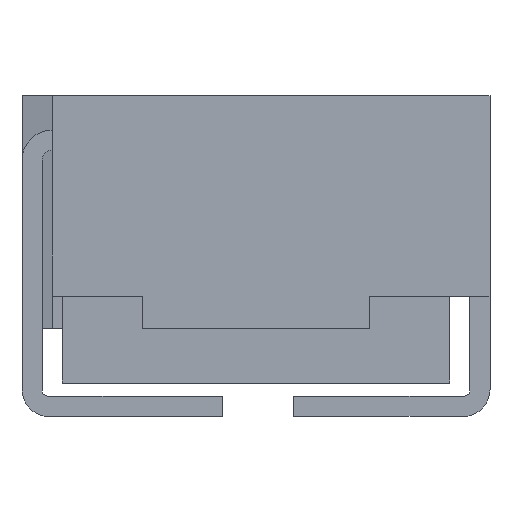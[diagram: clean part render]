
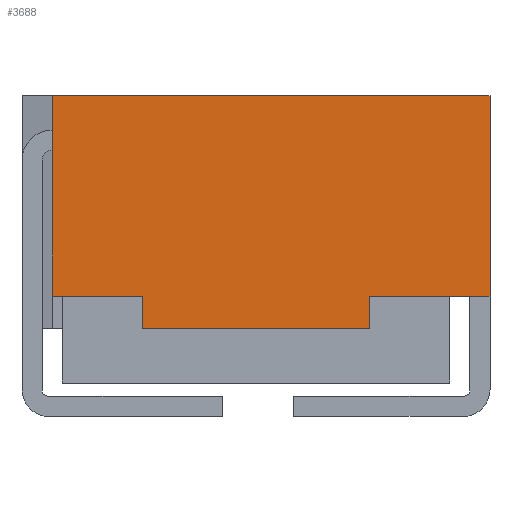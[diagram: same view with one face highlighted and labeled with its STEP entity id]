
A CAD part, front view. The second image highlights one B-rep face of the part: STEP entity #3688.
In plain terms, the highlighted planar face has unit normal (0, -1, 0).
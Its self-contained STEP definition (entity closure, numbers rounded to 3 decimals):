
#2827 = PLANE('',#2828);
#2828 = AXIS2_PLACEMENT_3D('',#2829,#2830,#2831);
#2829 = CARTESIAN_POINT('',(0.,0.,2.4)
  );
#2830 = DIRECTION('',(0.,0.,1.));
#2831 = DIRECTION('',(-1.,0.,0.));
#3039 = VERTEX_POINT('',#3040);
#3040 = CARTESIAN_POINT('',(-1.525,-1.6,2.4));
#3054 = PLANE('',#3055);
#3055 = AXIS2_PLACEMENT_3D('',#3056,#3057,#3058);
#3056 = CARTESIAN_POINT('',(-1.525,-0.612,0.9));
#3057 = DIRECTION('',(-1.,0.,0.));
#3058 = DIRECTION('',(0.,-1.,0.));
#3066 = EDGE_CURVE('',#3039,#3067,#3069,.T.);
#3067 = VERTEX_POINT('',#3068);
#3068 = CARTESIAN_POINT('',(1.75,-1.6,2.4));
#3069 = SURFACE_CURVE('',#3070,(#3074,#3081),.PCURVE_S1.);
#3070 = LINE('',#3071,#3072);
#3071 = CARTESIAN_POINT('',(0.,-1.6,2.4));
#3072 = VECTOR('',#3073,1.);
#3073 = DIRECTION('',(1.,0.,0.));
#3074 = PCURVE('',#2827,#3075);
#3075 = DEFINITIONAL_REPRESENTATION('',(#3076),#3080);
#3076 = LINE('',#3077,#3078);
#3077 = CARTESIAN_POINT('',(0.,1.6));
#3078 = VECTOR('',#3079,1.);
#3079 = DIRECTION('',(-1.,0.));
#3080 = ( GEOMETRIC_REPRESENTATION_CONTEXT(2) 
PARAMETRIC_REPRESENTATION_CONTEXT() REPRESENTATION_CONTEXT('2D SPACE',''
  ) );
#3081 = PCURVE('',#3082,#3087);
#3082 = PLANE('',#3083);
#3083 = AXIS2_PLACEMENT_3D('',#3084,#3085,#3086);
#3084 = CARTESIAN_POINT('',(-1.525,-1.6,0.9));
#3085 = DIRECTION('',(0.,-1.,0.));
#3086 = DIRECTION('',(1.,0.,0.));
#3087 = DEFINITIONAL_REPRESENTATION('',(#3088),#3092);
#3088 = LINE('',#3089,#3090);
#3089 = CARTESIAN_POINT('',(1.525,1.5));
#3090 = VECTOR('',#3091,1.);
#3091 = DIRECTION('',(1.,0.));
#3092 = ( GEOMETRIC_REPRESENTATION_CONTEXT(2) 
PARAMETRIC_REPRESENTATION_CONTEXT() REPRESENTATION_CONTEXT('2D SPACE',''
  ) );
#3110 = PLANE('',#3111);
#3111 = AXIS2_PLACEMENT_3D('',#3112,#3113,#3114);
#3112 = CARTESIAN_POINT('',(1.75,-1.6,0.9));
#3113 = DIRECTION('',(1.,0.,0.));
#3114 = DIRECTION('',(0.,1.,0.));
#3404 = PLANE('',#3405);
#3405 = AXIS2_PLACEMENT_3D('',#3406,#3407,#3408);
#3406 = CARTESIAN_POINT('',(0.,0.,0.9)
  );
#3407 = DIRECTION('',(0.,0.,1.));
#3408 = DIRECTION('',(-1.,0.,0.));
#3432 = PLANE('',#3433);
#3433 = AXIS2_PLACEMENT_3D('',#3434,#3435,#3436);
#3434 = CARTESIAN_POINT('',(0.85,3.317,0.9));
#3435 = DIRECTION('',(1.,0.,0.));
#3436 = DIRECTION('',(0.,0.,1.));
#3460 = PLANE('',#3461);
#3461 = AXIS2_PLACEMENT_3D('',#3462,#3463,#3464);
#3462 = CARTESIAN_POINT('',(-0.85,3.317,0.66));
#3463 = DIRECTION('',(0.,0.,-1.));
#3464 = DIRECTION('',(1.,0.,0.));
#3622 = VERTEX_POINT('',#3623);
#3623 = CARTESIAN_POINT('',(1.75,-1.6,0.9));
#3668 = EDGE_CURVE('',#3067,#3622,#3669,.T.);
#3669 = SURFACE_CURVE('',#3670,(#3674,#3681),.PCURVE_S1.);
#3670 = LINE('',#3671,#3672);
#3671 = CARTESIAN_POINT('',(1.75,-1.6,0.9));
#3672 = VECTOR('',#3673,1.);
#3673 = DIRECTION('',(0.,0.,-1.));
#3674 = PCURVE('',#3110,#3675);
#3675 = DEFINITIONAL_REPRESENTATION('',(#3676),#3680);
#3676 = LINE('',#3677,#3678);
#3677 = CARTESIAN_POINT('',(0.,0.));
#3678 = VECTOR('',#3679,1.);
#3679 = DIRECTION('',(0.,-1.));
#3680 = ( GEOMETRIC_REPRESENTATION_CONTEXT(2) 
PARAMETRIC_REPRESENTATION_CONTEXT() REPRESENTATION_CONTEXT('2D SPACE',''
  ) );
#3681 = PCURVE('',#3082,#3682);
#3682 = DEFINITIONAL_REPRESENTATION('',(#3683),#3687);
#3683 = LINE('',#3684,#3685);
#3684 = CARTESIAN_POINT('',(3.275,0.));
#3685 = VECTOR('',#3686,1.);
#3686 = DIRECTION('',(0.,-1.));
#3687 = ( GEOMETRIC_REPRESENTATION_CONTEXT(2) 
PARAMETRIC_REPRESENTATION_CONTEXT() REPRESENTATION_CONTEXT('2D SPACE',''
  ) );
#3688 = ADVANCED_FACE('',(#3689),#3082,.T.);
#3689 = FACE_BOUND('',#3690,.T.);
#3690 = EDGE_LOOP('',(#3691,#3714,#3715,#3716,#3739,#3767,#3795,#3818));
#3691 = ORIENTED_EDGE('',*,*,#3692,.T.);
#3692 = EDGE_CURVE('',#3693,#3622,#3695,.T.);
#3693 = VERTEX_POINT('',#3694);
#3694 = CARTESIAN_POINT('',(0.85,-1.6,0.9));
#3695 = SURFACE_CURVE('',#3696,(#3700,#3707),.PCURVE_S1.);
#3696 = LINE('',#3697,#3698);
#3697 = CARTESIAN_POINT('',(0.,-1.6,0.9));
#3698 = VECTOR('',#3699,1.);
#3699 = DIRECTION('',(1.,0.,0.));
#3700 = PCURVE('',#3082,#3701);
#3701 = DEFINITIONAL_REPRESENTATION('',(#3702),#3706);
#3702 = LINE('',#3703,#3704);
#3703 = CARTESIAN_POINT('',(1.525,0.));
#3704 = VECTOR('',#3705,1.);
#3705 = DIRECTION('',(1.,0.));
#3706 = ( GEOMETRIC_REPRESENTATION_CONTEXT(2) 
PARAMETRIC_REPRESENTATION_CONTEXT() REPRESENTATION_CONTEXT('2D SPACE',''
  ) );
#3707 = PCURVE('',#3404,#3708);
#3708 = DEFINITIONAL_REPRESENTATION('',(#3709),#3713);
#3709 = LINE('',#3710,#3711);
#3710 = CARTESIAN_POINT('',(0.,1.6));
#3711 = VECTOR('',#3712,1.);
#3712 = DIRECTION('',(-1.,0.));
#3713 = ( GEOMETRIC_REPRESENTATION_CONTEXT(2) 
PARAMETRIC_REPRESENTATION_CONTEXT() REPRESENTATION_CONTEXT('2D SPACE',''
  ) );
#3714 = ORIENTED_EDGE('',*,*,#3668,.F.);
#3715 = ORIENTED_EDGE('',*,*,#3066,.F.);
#3716 = ORIENTED_EDGE('',*,*,#3717,.T.);
#3717 = EDGE_CURVE('',#3039,#3718,#3720,.T.);
#3718 = VERTEX_POINT('',#3719);
#3719 = CARTESIAN_POINT('',(-1.525,-1.6,0.9));
#3720 = SURFACE_CURVE('',#3721,(#3725,#3732),.PCURVE_S1.);
#3721 = LINE('',#3722,#3723);
#3722 = CARTESIAN_POINT('',(-1.525,-1.6,0.9));
#3723 = VECTOR('',#3724,1.);
#3724 = DIRECTION('',(0.,0.,-1.));
#3725 = PCURVE('',#3082,#3726);
#3726 = DEFINITIONAL_REPRESENTATION('',(#3727),#3731);
#3727 = LINE('',#3728,#3729);
#3728 = CARTESIAN_POINT('',(0.,0.));
#3729 = VECTOR('',#3730,1.);
#3730 = DIRECTION('',(0.,-1.));
#3731 = ( GEOMETRIC_REPRESENTATION_CONTEXT(2) 
PARAMETRIC_REPRESENTATION_CONTEXT() REPRESENTATION_CONTEXT('2D SPACE',''
  ) );
#3732 = PCURVE('',#3054,#3733);
#3733 = DEFINITIONAL_REPRESENTATION('',(#3734),#3738);
#3734 = LINE('',#3735,#3736);
#3735 = CARTESIAN_POINT('',(0.988,0.));
#3736 = VECTOR('',#3737,1.);
#3737 = DIRECTION('',(0.,-1.));
#3738 = ( GEOMETRIC_REPRESENTATION_CONTEXT(2) 
PARAMETRIC_REPRESENTATION_CONTEXT() REPRESENTATION_CONTEXT('2D SPACE',''
  ) );
#3739 = ORIENTED_EDGE('',*,*,#3740,.T.);
#3740 = EDGE_CURVE('',#3718,#3741,#3743,.T.);
#3741 = VERTEX_POINT('',#3742);
#3742 = CARTESIAN_POINT('',(-0.85,-1.6,0.9));
#3743 = SURFACE_CURVE('',#3744,(#3748,#3755),.PCURVE_S1.);
#3744 = LINE('',#3745,#3746);
#3745 = CARTESIAN_POINT('',(-1.525,-1.6,0.9));
#3746 = VECTOR('',#3747,1.);
#3747 = DIRECTION('',(1.,0.,0.));
#3748 = PCURVE('',#3082,#3749);
#3749 = DEFINITIONAL_REPRESENTATION('',(#3750),#3754);
#3750 = LINE('',#3751,#3752);
#3751 = CARTESIAN_POINT('',(0.,0.));
#3752 = VECTOR('',#3753,1.);
#3753 = DIRECTION('',(1.,0.));
#3754 = ( GEOMETRIC_REPRESENTATION_CONTEXT(2) 
PARAMETRIC_REPRESENTATION_CONTEXT() REPRESENTATION_CONTEXT('2D SPACE',''
  ) );
#3755 = PCURVE('',#3756,#3761);
#3756 = PLANE('',#3757);
#3757 = AXIS2_PLACEMENT_3D('',#3758,#3759,#3760);
#3758 = CARTESIAN_POINT('',(0.,0.,0.9)
  );
#3759 = DIRECTION('',(0.,0.,1.));
#3760 = DIRECTION('',(-1.,0.,0.));
#3761 = DEFINITIONAL_REPRESENTATION('',(#3762),#3766);
#3762 = LINE('',#3763,#3764);
#3763 = CARTESIAN_POINT('',(1.525,1.6));
#3764 = VECTOR('',#3765,1.);
#3765 = DIRECTION('',(-1.,0.));
#3766 = ( GEOMETRIC_REPRESENTATION_CONTEXT(2) 
PARAMETRIC_REPRESENTATION_CONTEXT() REPRESENTATION_CONTEXT('2D SPACE',''
  ) );
#3767 = ORIENTED_EDGE('',*,*,#3768,.T.);
#3768 = EDGE_CURVE('',#3741,#3769,#3771,.T.);
#3769 = VERTEX_POINT('',#3770);
#3770 = CARTESIAN_POINT('',(-0.85,-1.6,0.66));
#3771 = SURFACE_CURVE('',#3772,(#3776,#3783),.PCURVE_S1.);
#3772 = LINE('',#3773,#3774);
#3773 = CARTESIAN_POINT('',(-0.85,-1.6,0.9));
#3774 = VECTOR('',#3775,1.);
#3775 = DIRECTION('',(0.,0.,-1.));
#3776 = PCURVE('',#3082,#3777);
#3777 = DEFINITIONAL_REPRESENTATION('',(#3778),#3782);
#3778 = LINE('',#3779,#3780);
#3779 = CARTESIAN_POINT('',(0.675,0.));
#3780 = VECTOR('',#3781,1.);
#3781 = DIRECTION('',(0.,-1.));
#3782 = ( GEOMETRIC_REPRESENTATION_CONTEXT(2) 
PARAMETRIC_REPRESENTATION_CONTEXT() REPRESENTATION_CONTEXT('2D SPACE',''
  ) );
#3783 = PCURVE('',#3784,#3789);
#3784 = PLANE('',#3785);
#3785 = AXIS2_PLACEMENT_3D('',#3786,#3787,#3788);
#3786 = CARTESIAN_POINT('',(-0.85,3.317,0.9));
#3787 = DIRECTION('',(-1.,0.,0.));
#3788 = DIRECTION('',(0.,0.,-1.));
#3789 = DEFINITIONAL_REPRESENTATION('',(#3790),#3794);
#3790 = LINE('',#3791,#3792);
#3791 = CARTESIAN_POINT('',(0.,4.917));
#3792 = VECTOR('',#3793,1.);
#3793 = DIRECTION('',(1.,0.));
#3794 = ( GEOMETRIC_REPRESENTATION_CONTEXT(2) 
PARAMETRIC_REPRESENTATION_CONTEXT() REPRESENTATION_CONTEXT('2D SPACE',''
  ) );
#3795 = ORIENTED_EDGE('',*,*,#3796,.F.);
#3796 = EDGE_CURVE('',#3797,#3769,#3799,.T.);
#3797 = VERTEX_POINT('',#3798);
#3798 = CARTESIAN_POINT('',(0.85,-1.6,0.66));
#3799 = SURFACE_CURVE('',#3800,(#3804,#3811),.PCURVE_S1.);
#3800 = LINE('',#3801,#3802);
#3801 = CARTESIAN_POINT('',(-0.85,-1.6,0.66));
#3802 = VECTOR('',#3803,1.);
#3803 = DIRECTION('',(-1.,0.,0.));
#3804 = PCURVE('',#3082,#3805);
#3805 = DEFINITIONAL_REPRESENTATION('',(#3806),#3810);
#3806 = LINE('',#3807,#3808);
#3807 = CARTESIAN_POINT('',(0.675,-0.24));
#3808 = VECTOR('',#3809,1.);
#3809 = DIRECTION('',(-1.,0.));
#3810 = ( GEOMETRIC_REPRESENTATION_CONTEXT(2) 
PARAMETRIC_REPRESENTATION_CONTEXT() REPRESENTATION_CONTEXT('2D SPACE',''
  ) );
#3811 = PCURVE('',#3460,#3812);
#3812 = DEFINITIONAL_REPRESENTATION('',(#3813),#3817);
#3813 = LINE('',#3814,#3815);
#3814 = CARTESIAN_POINT('',(0.,4.917));
#3815 = VECTOR('',#3816,1.);
#3816 = DIRECTION('',(-1.,0.));
#3817 = ( GEOMETRIC_REPRESENTATION_CONTEXT(2) 
PARAMETRIC_REPRESENTATION_CONTEXT() REPRESENTATION_CONTEXT('2D SPACE',''
  ) );
#3818 = ORIENTED_EDGE('',*,*,#3819,.F.);
#3819 = EDGE_CURVE('',#3693,#3797,#3820,.T.);
#3820 = SURFACE_CURVE('',#3821,(#3825,#3832),.PCURVE_S1.);
#3821 = LINE('',#3822,#3823);
#3822 = CARTESIAN_POINT('',(0.85,-1.6,0.9));
#3823 = VECTOR('',#3824,1.);
#3824 = DIRECTION('',(0.,0.,-1.));
#3825 = PCURVE('',#3082,#3826);
#3826 = DEFINITIONAL_REPRESENTATION('',(#3827),#3831);
#3827 = LINE('',#3828,#3829);
#3828 = CARTESIAN_POINT('',(2.375,0.));
#3829 = VECTOR('',#3830,1.);
#3830 = DIRECTION('',(0.,-1.));
#3831 = ( GEOMETRIC_REPRESENTATION_CONTEXT(2) 
PARAMETRIC_REPRESENTATION_CONTEXT() REPRESENTATION_CONTEXT('2D SPACE',''
  ) );
#3832 = PCURVE('',#3432,#3833);
#3833 = DEFINITIONAL_REPRESENTATION('',(#3834),#3838);
#3834 = LINE('',#3835,#3836);
#3835 = CARTESIAN_POINT('',(0.,4.917));
#3836 = VECTOR('',#3837,1.);
#3837 = DIRECTION('',(-1.,0.));
#3838 = ( GEOMETRIC_REPRESENTATION_CONTEXT(2) 
PARAMETRIC_REPRESENTATION_CONTEXT() REPRESENTATION_CONTEXT('2D SPACE',''
  ) );
